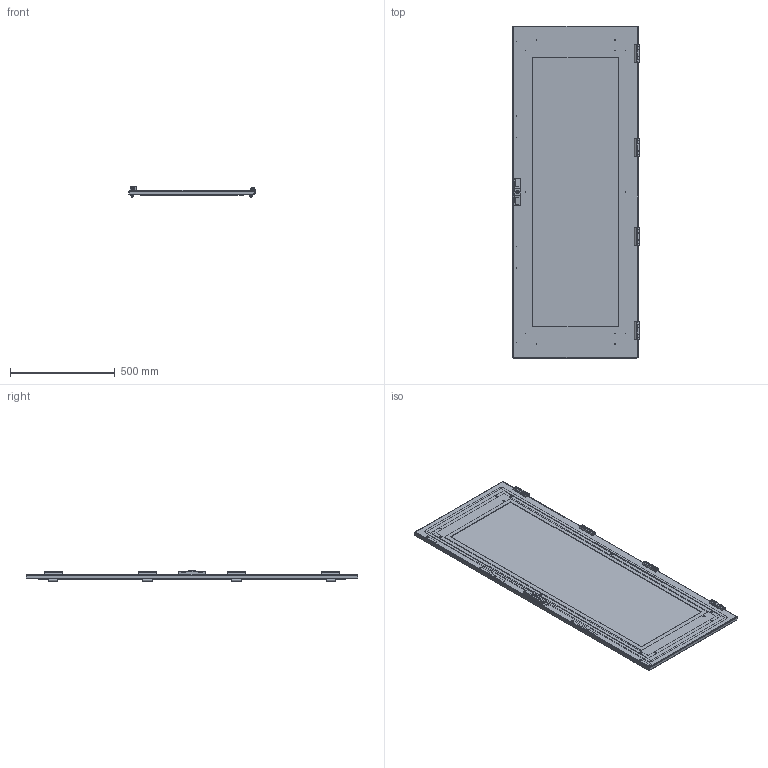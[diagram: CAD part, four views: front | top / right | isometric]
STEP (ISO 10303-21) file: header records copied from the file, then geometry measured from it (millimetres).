
FILE_DESCRIPTION (( 'STEP AP203' ), '1' );
FILE_NAME ('UR88203166000 Äâåðü ãëóõàÿ RS52 160.60 ÍÏ (000.801.579-01).STEP', '2022-04-08T10:41:57', ( '' ), ( '' ), 'SwSTEP 2.0', 'SolidWorks 2017', '' );
FILE_SCHEMA (( 'CONFIG_CONTROL_DESIGN' ));
Length unit declared in the file: millimetre
Products named in the file (34): 012-2069 Ïàíåëü äâåðè îáçîðíîé RS52 ÍÏ_01 (160.60); Ãàéêà øåñòèãðàííàÿ âûñîêàÿ ñàìîñòîïîðÿùàÿñÿ ñ ôëàíöåì ÃÎÑÒ ISO 7043_Œ6; Øïèëüêà ðåçüáîâàÿ Ì6_Œ5å12; 000.231.045 Ðàìà óñèëèâàþùàÿ RS52_10 (160.60); 037-53 Âíóòðåííÿÿ ÷àñòü ïåòëè íàðóæíîé; 040-194 Ïëàíêà çàïîðíàÿ_02 (160.00); Óïëîòíèòåëü ÏÏÓ äëÿ äâåðêè LC3_07 (160å60); Ãàéêà Ýðèêñîíà Ì5 ñ ïëîñêîé ãîëîâêîé; UR88203166000 Äâåðü ãëóõàÿ RS52 160.60 ÍÏ (000.801.579-01); 000.800.094 Ïëàíêà çàïîðíàÿ_02 (160.00); 028-126 Ñêîáà LC3; 000.800.075 Ïåòëÿ íàðóæíàÿ LC3_‡ ªàëâ®; MS896 Çàìîê-íàêëàäêà îñíîâíàÿ äëÿ LC_Žâªàëâ®; Øàéáà 6402 Ò_Œ6; 017-45 栺樏鋋_03 (160.60); 037-54 Âíåøíÿÿ ÷àñòü ïåòëè íàðóæíîé; Øïèëüêà çàçåìëåíèÿ CKF CS_Œ6å16; 016-95 Øòûðü ïåòëè íàðóæíîé LC3; 000.210.588 Îñíîâàíèå äâåðè îáçîðíîé RS52 160.00 ÍÏ_01 (160.60); Øïèëüêà ðåçüáîâàÿ Ì6_Œ6å12; Âèíò ISO 10642 TX_Œ5å10; 028-98 Ñêîáà; Ñêîò÷ äëÿ ñòåêëà äâåðè RS52_03 (160.60); 040-196 Ïëàíêà çàïîðíàÿ_02 (160.00); 054-201 Ïîïåðå÷èíà äâåðè RS52_01 (00.60); 000.800.092 Ïëàíêà çàïîðíàÿ_01 (160.00); 040-195 Ïëàíêà çàïîðíàÿ_02 (160.00); Âèíò DIN 7500 C TORX_Œ5å16; 048-07 Ïðóæèíà ïåòëè íàðóæíîé çàæèìíàÿ; Âèíò ISO 10642 TX_Œ5å16; 000.800.093 Ïëàíêà çàïîðíàÿ_02 (160.00); 054-200 Ñòîéêà äâåðè RS52_02 (160.00); 000.203.303 Äâåðü îáçîðíàÿ RS52 160.00 ÍÏ_01 (160.60); 029-373 Ñîåäèíèòåëü óãëîâîé ðàìêè äâåðè RS52
Assembly tree (106 placements, depth 4):
  UR88203166000 Äâåðü ãëóõàÿ RS52 160.60 ÍÏ (000.801.579-01)
    000.203.303 Äâåðü îáçîðíàÿ RS52 160.00 ÍÏ_01 (160.60)
      000.210.588 Îñíîâàíèå äâåðè îáçîðíîé RS52 160.00 ÍÏ_01 (160.60)
        012-2069 Ïàíåëü äâåðè îáçîðíîé RS52 ÍÏ_01 (160.60)
        Øïèëüêà çàçåìëåíèÿ CKF CS_Œ6å16  x2
        Øïèëüêà ðåçüáîâàÿ Ì6_Œ5å12  x10
        Øïèëüêà ðåçüáîâàÿ Ì6_Œ6å12  x6
      000.231.045 Ðàìà óñèëèâàþùàÿ RS52_10 (160.60)
        054-200 Ñòîéêà äâåðè RS52_02 (160.00)  x2
        054-201 Ïîïåðå÷èíà äâåðè RS52_01 (00.60)  x2
        029-373 Ñîåäèíèòåëü óãëîâîé ðàìêè äâåðè RS52  x4
        Âèíò DIN 7500 C TORX_Œ5å16  x8
      Ãàéêà Ýðèêñîíà Ì5 ñ ïëîñêîé ãîëîâêîé  x10
      Óïëîòíèòåëü ÏÏÓ äëÿ äâåðêè LC3_07 (160å60)
      MS896 Çàìîê-íàêëàäêà îñíîâíàÿ äëÿ LC_Žâªàëâ®
      Âèíò ISO 10642 TX_Œ5å10  x2
      000.800.092 Ïëàíêà çàïîðíàÿ_01 (160.00)
        040-194 Ïëàíêà çàïîðíàÿ_02 (160.00)
        028-98 Ñêîáà  x2
      000.800.093 Ïëàíêà çàïîðíàÿ_02 (160.00)
        040-195 Ïëàíêà çàïîðíàÿ_02 (160.00)
        028-98 Ñêîáà
      000.800.094 Ïëàíêà çàïîðíàÿ_02 (160.00)
        040-196 Ïëàíêà çàïîðíàÿ_02 (160.00)
        028-98 Ñêîáà
      Øàéáà 6402 Ò_Œ6  x6
      Ãàéêà øåñòèãðàííàÿ âûñîêàÿ ñàìîñòîïîðÿùàÿñÿ ñ ôëàíöåì ÃÎÑÒ ISO 7043_Œ6  x6
      Ñêîò÷ äëÿ ñòåêëà äâåðè RS52_03 (160.60)
      017-45 栺樏鋋_03 (160.60)
    000.800.075 Ïåòëÿ íàðóæíàÿ LC3_‡ ªàëâ®  x4
      037-53 Âíóòðåííÿÿ ÷àñòü ïåòëè íàðóæíîé
      037-54 Âíåøíÿÿ ÷àñòü ïåòëè íàðóæíîé
      048-07 Ïðóæèíà ïåòëè íàðóæíîé çàæèìíàÿ
      016-95 Øòûðü ïåòëè íàðóæíîé LC3
    Âèíò ISO 10642 TX_Œ5å16  x16
    028-126 Ñêîáà LC3  x4
Bounding box: 601.3 x 1584 x 48.05 mm (x, y, z)
Volume: 4385933.9 mm3; surface area: 3292224.5 mm2
Topology: 119 solids, 123 shells, 4548 faces, 12073 edges, 7719 vertices
Faces by surface type: cylinder 2043, plane 1599, cone 520, torus 198, bspline 172, sphere 16
Entity records: 51839 total; most frequent: CARTESIAN_POINT 10834, DIRECTION 7669, ORIENTED_EDGE 7182, EDGE_CURVE 3594, AXIS2_PLACEMENT_3D 2875, VERTEX_POINT 2304, LINE 1919, VECTOR 1919
